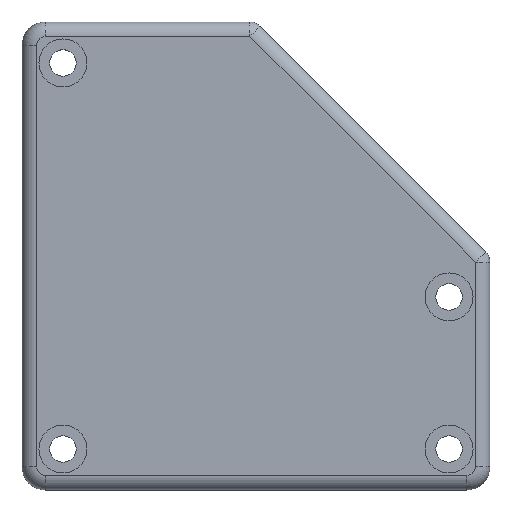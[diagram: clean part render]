
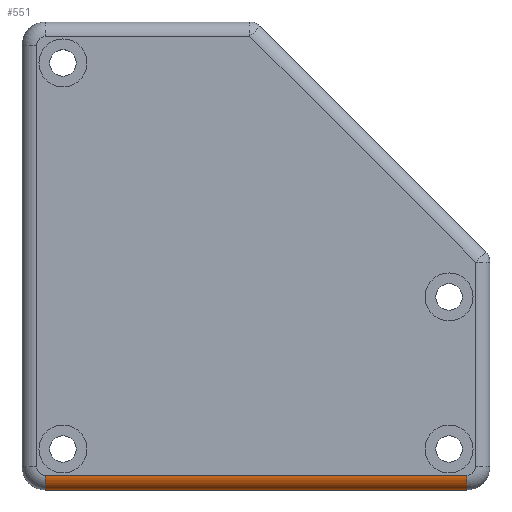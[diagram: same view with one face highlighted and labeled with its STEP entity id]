
A CAD part, top view. The second image highlights one B-rep face of the part: STEP entity #551.
In plain terms, the highlighted cylindrical face has radius 2.5 mm (diameter 5 mm), a partial arc.
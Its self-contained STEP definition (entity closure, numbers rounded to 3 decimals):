
#48 = FACE_OUTER_BOUND ( 'NONE', #1286, .T. ) ;
#131 = CYLINDRICAL_SURFACE ( 'NONE', #867, 2.5 ) ;
#152 = DIRECTION ( 'NONE',  ( 0., 0., -1. ) ) ;
#184 = ORIENTED_EDGE ( 'NONE', *, *, #277, .T. ) ;
#206 = CARTESIAN_POINT ( 'NONE',  ( 36., -37.5, 104. ) ) ;
#230 = CARTESIAN_POINT ( 'NONE',  ( 36., -37.5, 101.5 ) ) ;
#277 = EDGE_CURVE ( 'NONE', #786, #708, #1091, .T. ) ;
#295 = ORIENTED_EDGE ( 'NONE', *, *, #942, .T. ) ;
#336 = DIRECTION ( 'NONE',  ( -1., 0., 0. ) ) ;
#428 = CARTESIAN_POINT ( 'NONE',  ( -36., -37.5, 104. ) ) ;
#498 = ORIENTED_EDGE ( 'NONE', *, *, #1099, .T. ) ;
#551 = ADVANCED_FACE ( 'NONE', ( #48 ), #131, .T. ) ;
#559 = VERTEX_POINT ( 'NONE', #869 ) ;
#685 = LINE ( 'NONE', #1216, #993 ) ;
#708 = VERTEX_POINT ( 'NONE', #1314 ) ;
#745 = EDGE_CURVE ( 'NONE', #559, #708, #1252, .T. ) ;
#760 = DIRECTION ( 'NONE',  ( 0., 0., -1. ) ) ;
#786 = VERTEX_POINT ( 'NONE', #428 ) ;
#798 = VERTEX_POINT ( 'NONE', #206 ) ;
#835 = ORIENTED_EDGE ( 'NONE', *, *, #745, .F. ) ;
#846 = AXIS2_PLACEMENT_3D ( 'NONE', #1220, #998, #152 ) ;
#867 = AXIS2_PLACEMENT_3D ( 'NONE', #1295, #1292, #760 ) ;
#869 = CARTESIAN_POINT ( 'NONE',  ( 36., -40., 101.5 ) ) ;
#875 = CARTESIAN_POINT ( 'NONE',  ( 0., -40., 101.5 ) ) ;
#926 = DIRECTION ( 'NONE',  ( -1., 0., 0. ) ) ;
#942 = EDGE_CURVE ( 'NONE', #559, #798, #1288, .T. ) ;
#977 = VECTOR ( 'NONE', #1192, 1000. ) ;
#993 = VECTOR ( 'NONE', #926, 1000. ) ;
#998 = DIRECTION ( 'NONE',  ( 1., 0., 0. ) ) ;
#1025 = AXIS2_PLACEMENT_3D ( 'NONE', #230, #336, #1073 ) ;
#1073 = DIRECTION ( 'NONE',  ( 0., 0., 1. ) ) ;
#1091 = CIRCLE ( 'NONE', #846, 2.5 ) ;
#1099 = EDGE_CURVE ( 'NONE', #798, #786, #685, .T. ) ;
#1192 = DIRECTION ( 'NONE',  ( -1., 0., 0. ) ) ;
#1216 = CARTESIAN_POINT ( 'NONE',  ( -42., -37.5, 104. ) ) ;
#1220 = CARTESIAN_POINT ( 'NONE',  ( -36., -37.5, 101.5 ) ) ;
#1252 = LINE ( 'NONE', #875, #977 ) ;
#1286 = EDGE_LOOP ( 'NONE', ( #295, #498, #184, #835 ) ) ;
#1288 = CIRCLE ( 'NONE', #1025, 2.5 ) ;
#1292 = DIRECTION ( 'NONE',  ( 1., 0., 0. ) ) ;
#1295 = CARTESIAN_POINT ( 'NONE',  ( -42., -37.5, 101.5 ) ) ;
#1314 = CARTESIAN_POINT ( 'NONE',  ( -36., -40., 101.5 ) ) ;
